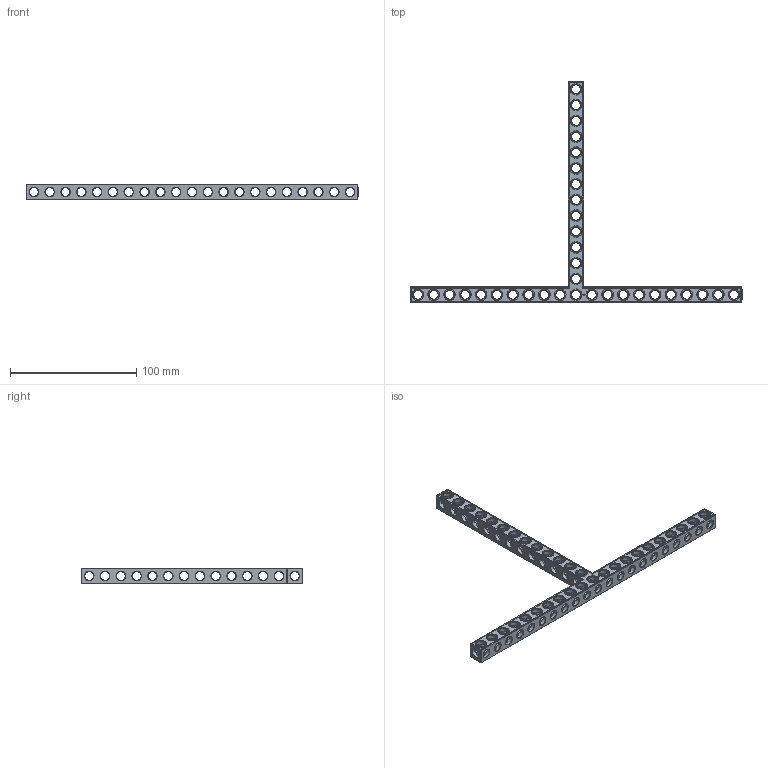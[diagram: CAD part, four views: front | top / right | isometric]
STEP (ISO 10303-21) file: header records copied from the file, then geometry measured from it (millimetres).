
FILE_DESCRIPTION(('FreeCAD Model'),'2;1');
FILE_NAME('Open CASCADE Shape Model','2022-01-29T22:58:31',( 'Paulo Kiefe'),('STEMFIE.org'),'Open CASCADE STEP processor 7.4', 'FreeCAD','Unknown');
FILE_SCHEMA(('AUTOMOTIVE_DESIGN { 1 0 10303 214 1 1 1 1 }'));
Products named in the file (1): Beam_TSH_SYM_ESS_BU21x14x01_-_SPN-BEM-1183_(stemfie.org)
Bounding box: 262.5 x 175 x 12.5 mm (x, y, z)
Volume: 33214.9 mm3; surface area: 29707.5 mm2
Topology: 1 solids, 1 shells, 923 faces, 2874 edges, 1886 vertices
Faces by surface type: plane 422, cylinder 207, extrusion 154, cone 140
Full cylindrical faces by diameter (mm): 6.98 x22, 7 x151, 9.2 x34
Entity records: 117067 total; most frequent: CARTESIAN_POINT 63813, DIRECTION 8568, ORIENTED_EDGE 5748, PCURVE 5748, DEFINITIONAL_REPRESENTATION 5748, VECTOR 5340, LINE 5186, EDGE_CURVE 2874
